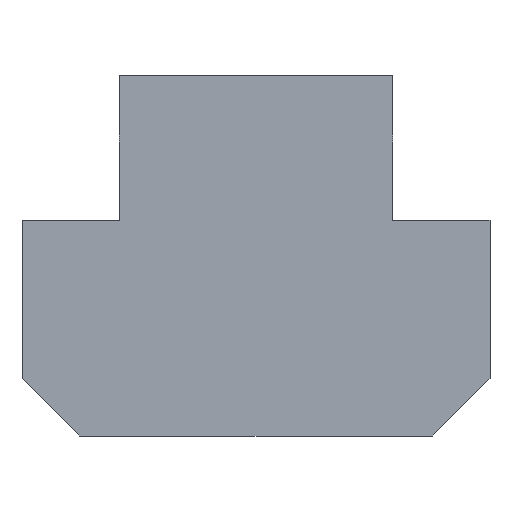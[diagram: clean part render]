
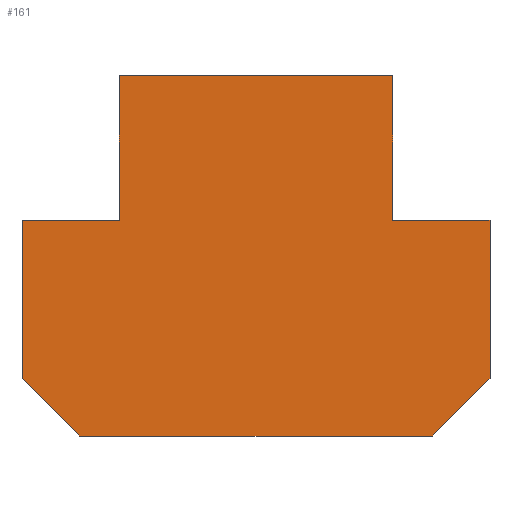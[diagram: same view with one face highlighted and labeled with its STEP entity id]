
A CAD part, front view. The second image highlights one B-rep face of the part: STEP entity #161.
In plain terms, the highlighted planar face has unit normal (0, -1, 0).
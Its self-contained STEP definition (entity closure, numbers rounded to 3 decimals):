
#101=EDGE_CURVE('',#115,#181,#244,.T.);
#107=EDGE_CURVE('',#139,#115,#250,.T.);
#113=EDGE_CURVE('',#181,#143,#256,.T.);
#115=VERTEX_POINT('',#258);
#119=EDGE_CURVE('',#135,#145,#262,.T.);
#125=EDGE_CURVE('',#159,#139,#268,.T.);
#135=VERTEX_POINT('',#280);
#137=VERTEX_POINT('',#282);
#139=VERTEX_POINT('',#284);
#143=VERTEX_POINT('',#288);
#145=VERTEX_POINT('',#290);
#151=EDGE_CURVE('',#179,#159,#296,.T.);
#157=EDGE_CURVE('',#143,#135,#303,.T.);
#159=VERTEX_POINT('',#305);
#161=ADVANCED_FACE('',(#307),#308,.T.);
#173=EDGE_CURVE('',#195,#179,#322,.T.);
#179=VERTEX_POINT('',#330);
#181=VERTEX_POINT('',#332);
#193=EDGE_CURVE('',#137,#195,#345,.T.);
#195=VERTEX_POINT('',#347);
#209=EDGE_CURVE('',#145,#137,#363,.T.);
#244=LINE('',#396,#397);
#250=LINE('',#408,#409);
#256=LINE('',#418,#419);
#258=CARTESIAN_POINT('',(6.5,-6.5,0.0));
#262=LINE('',#428,#429);
#268=LINE('',#438,#439);
#280=CARTESIAN_POINT('',(-4.9,-6.5,-6.));
#282=CARTESIAN_POINT('',(-6.5,-6.5,0.0));
#284=CARTESIAN_POINT('',(3.8,-6.5,0.0));
#288=CARTESIAN_POINT('',(4.9,-6.5,-6.));
#290=CARTESIAN_POINT('',(-6.5,-6.5,-4.4));
#296=LINE('',#474,#475);
#303=LINE('',#485,#486);
#305=CARTESIAN_POINT('',(3.8,-6.5,4.0));
#307=FACE_OUTER_BOUND('',#490,.T.);
#308=PLANE('',#491);
#322=LINE('',#512,#513);
#330=CARTESIAN_POINT('',(-3.8,-6.5,4.0));
#332=CARTESIAN_POINT('',(6.5,-6.5,-4.4));
#345=LINE('',#541,#542);
#347=CARTESIAN_POINT('',(-3.8,-6.5,0.0));
#363=LINE('',#563,#564);
#396=CARTESIAN_POINT('',(6.5,-6.5,-4.4));
#397=VECTOR('',#589,1.0);
#408=CARTESIAN_POINT('',(6.5,-6.5,0.0));
#409=VECTOR('',#592,1.0);
#418=CARTESIAN_POINT('',(4.9,-6.5,-6.));
#419=VECTOR('',#594,1.0);
#428=CARTESIAN_POINT('',(-6.5,-6.5,-4.4));
#429=VECTOR('',#596,1.0);
#438=CARTESIAN_POINT('',(3.8,-6.5,0.0));
#439=VECTOR('',#598,1.0);
#474=CARTESIAN_POINT('',(3.8,-6.5,4.0));
#475=VECTOR('',#618,1.0);
#485=CARTESIAN_POINT('',(-4.9,-6.5,-6.));
#486=VECTOR('',#628,1.0);
#490=EDGE_LOOP('',(#630,#631,#632,#633,#634,#635,#636,#637,#638,#639));
#491=AXIS2_PLACEMENT_3D('',#640,#641,#642);
#512=CARTESIAN_POINT('',(-3.8,-6.5,4.0));
#513=VECTOR('',#662,1.0);
#541=CARTESIAN_POINT('',(-3.8,-6.5,0.0));
#542=VECTOR('',#689,1.0);
#563=CARTESIAN_POINT('',(-6.5,-6.5,0.0));
#564=VECTOR('',#707,1.0);
#589=DIRECTION('',(0.0,0.,-1.0));
#592=DIRECTION('',(1.0,0.0,0.0));
#594=DIRECTION('',(-0.707,0.,-0.707));
#596=DIRECTION('',(-0.707,0.,0.707));
#598=DIRECTION('',(0.0,0.,-1.0));
#618=DIRECTION('',(1.0,0.0,0.0));
#628=DIRECTION('',(-1.0,0.0,0.0));
#630=ORIENTED_EDGE('',*,*,#113,.F.);
#631=ORIENTED_EDGE('',*,*,#101,.F.);
#632=ORIENTED_EDGE('',*,*,#107,.F.);
#633=ORIENTED_EDGE('',*,*,#125,.F.);
#634=ORIENTED_EDGE('',*,*,#151,.F.);
#635=ORIENTED_EDGE('',*,*,#173,.F.);
#636=ORIENTED_EDGE('',*,*,#193,.F.);
#637=ORIENTED_EDGE('',*,*,#209,.F.);
#638=ORIENTED_EDGE('',*,*,#119,.F.);
#639=ORIENTED_EDGE('',*,*,#157,.F.);
#640=CARTESIAN_POINT('',(0.,-6.5,-1.253));
#641=DIRECTION('',(0.0,-1.0,0.));
#642=DIRECTION('',(1.0,0.0,0.0));
#662=DIRECTION('',(0.0,0.,1.0));
#689=DIRECTION('',(1.0,0.0,0.0));
#707=DIRECTION('',(0.0,0.,1.0));
